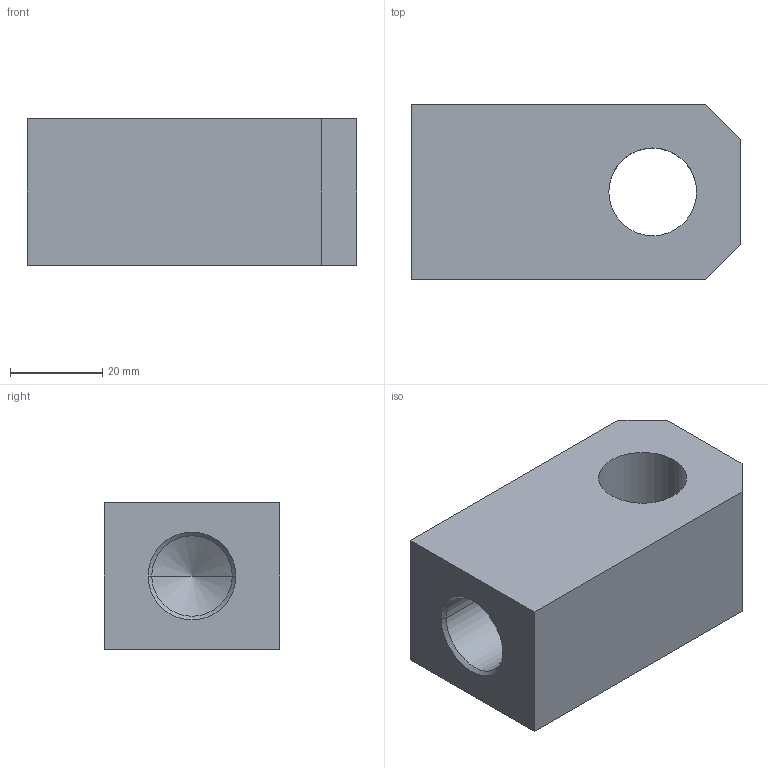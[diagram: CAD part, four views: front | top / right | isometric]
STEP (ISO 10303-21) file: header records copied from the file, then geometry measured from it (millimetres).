
FILE_DESCRIPTION((''),'2;1');
FILE_NAME('A500-203','2017-10-25T',('MeFernandez'),('ASCO Numatics'),'PRO/ENGINEER BY PARAMETRIC TECHNOLOGY CORPORATION, 2015030','PRO/ENGINEER BY PARAMETRIC TECHNOLOGY CORPORATION, 2015030','');
FILE_SCHEMA(('CONFIG_CONTROL_DESIGN'));
Length unit declared in the file: inch
Products named in the file (1): A500-203
Bounding box: 71.42 x 38.1 x 31.75 mm (x, y, z)
Volume: 68236 mm3; surface area: 14912 mm2
Topology: 1 solids, 1 shells, 16 faces, 38 edges, 23 vertices
Faces by surface type: plane 8, cylinder 4, cone 4
Entity records: 490 total; most frequent: DIRECTION 78, CARTESIAN_POINT 75, ORIENTED_EDGE 72, EDGE_CURVE 36, AXIS2_PLACEMENT_3D 26, VECTOR 26, LINE 26, VERTEX_POINT 23
